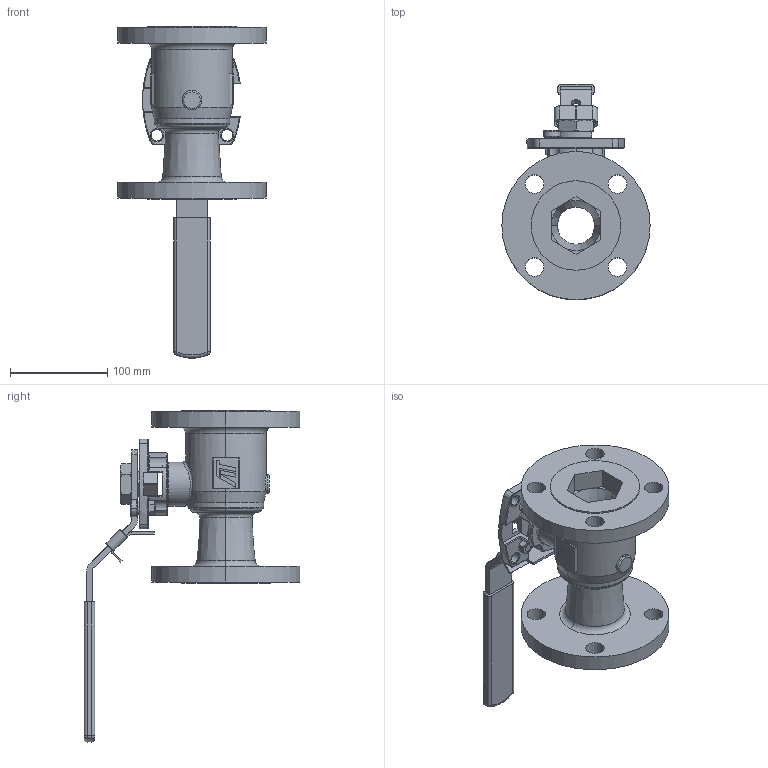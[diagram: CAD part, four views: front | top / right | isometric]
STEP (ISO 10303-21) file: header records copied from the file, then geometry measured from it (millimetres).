
FILE_DESCRIPTION (( 'STEP AP214' ), '1' );
FILE_NAME ('F91-F1-0200-XXX.step', '2019-09-20T11:02:16', ( '' ), ( '' ), 'SwSTEP 2.0', 'SolidWorks 2019', '' );
FILE_SCHEMA (( 'AUTOMOTIVE_DESIGN' ));
Length unit declared in the file: inch
Products named in the file (2): F91-F1-0200-XXX
Bounding box: 152.4 x 221.98 x 341.21 mm (x, y, z)
Surface area: 197963.3 mm2 (no closed solid volume)
Topology: 0 solids, 11 shells, 391 faces, 1049 edges, 661 vertices
Faces by surface type: plane 161, cylinder 125, torus 66, cone 25, bspline 10, sphere 4
Entity records: 18496 total; most frequent: CARTESIAN_POINT 3583, DIRECTION 2122, ORIENTED_EDGE 1930, EDGE_CURVE 1045, AXIS2_PLACEMENT_3D 799, VERTEX_POINT 661, LINE 524, VECTOR 524
